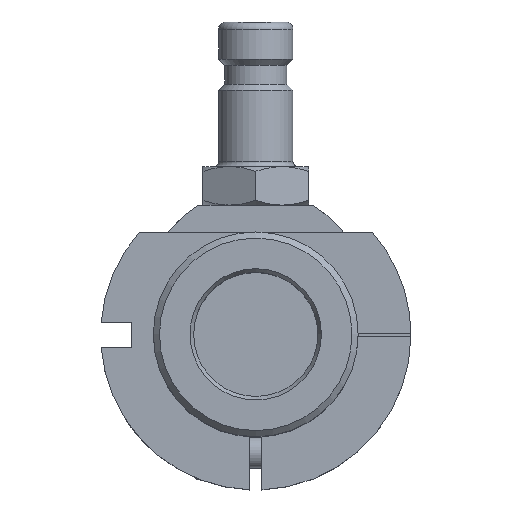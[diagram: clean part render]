
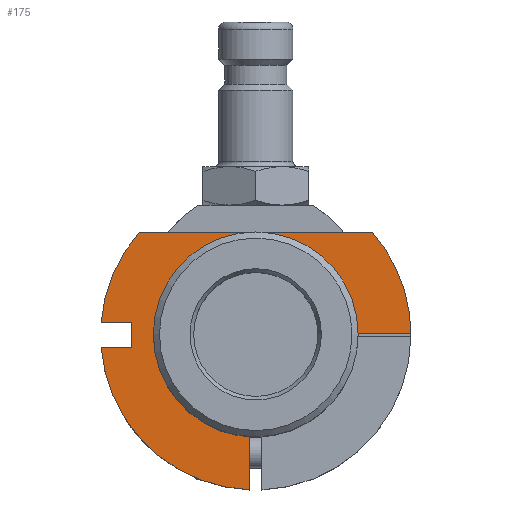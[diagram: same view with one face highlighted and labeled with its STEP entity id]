
A CAD part, top view. The second image highlights one B-rep face of the part: STEP entity #175.
In plain terms, the highlighted planar face has unit normal (0, 0, 1).
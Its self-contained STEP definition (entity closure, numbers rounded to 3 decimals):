
#129=FACE_OUTER_BOUND('',#353,.T.);
#175=ADVANCED_FACE('',(#129),#250,.T.);
#250=PLANE('',#1183);
#353=EDGE_LOOP('',(#560,#561,#562,#563,#564,#565,#566,#567,#568,#569));
#459=CIRCLE('',#1166,25.);
#465=CIRCLE('',#1175,25.);
#469=CIRCLE('',#1181,25.);
#470=CIRCLE('',#1182,14.25);
#560=ORIENTED_EDGE('',*,*,#945,.T.);
#561=ORIENTED_EDGE('',*,*,#920,.F.);
#562=ORIENTED_EDGE('',*,*,#946,.T.);
#563=ORIENTED_EDGE('',*,*,#933,.F.);
#564=ORIENTED_EDGE('',*,*,#947,.T.);
#565=ORIENTED_EDGE('',*,*,#948,.T.);
#566=ORIENTED_EDGE('',*,*,#949,.F.);
#567=ORIENTED_EDGE('',*,*,#950,.F.);
#568=ORIENTED_EDGE('',*,*,#951,.T.);
#569=ORIENTED_EDGE('',*,*,#952,.T.);
#819=VERTEX_POINT('',#1667);
#820=VERTEX_POINT('',#1669);
#830=VERTEX_POINT('',#1695);
#831=VERTEX_POINT('',#1696);
#840=VERTEX_POINT('',#1719);
#841=VERTEX_POINT('',#1722);
#842=VERTEX_POINT('',#1724);
#843=VERTEX_POINT('',#1726);
#844=VERTEX_POINT('',#1728);
#845=VERTEX_POINT('',#1730);
#920=EDGE_CURVE('',#819,#820,#459,.T.);
#933=EDGE_CURVE('',#830,#831,#465,.T.);
#945=EDGE_CURVE('',#840,#820,#1075,.T.);
#946=EDGE_CURVE('',#819,#831,#1076,.T.);
#947=EDGE_CURVE('',#830,#841,#1077,.T.);
#948=EDGE_CURVE('',#841,#842,#1078,.T.);
#949=EDGE_CURVE('',#843,#842,#1079,.T.);
#950=EDGE_CURVE('',#844,#843,#469,.T.);
#951=EDGE_CURVE('',#844,#845,#1080,.T.);
#952=EDGE_CURVE('',#845,#840,#470,.T.);
#1075=LINE('',#1718,#1128);
#1076=LINE('',#1720,#1129);
#1077=LINE('',#1721,#1130);
#1078=LINE('',#1723,#1131);
#1079=LINE('',#1725,#1132);
#1080=LINE('',#1729,#1133);
#1128=VECTOR('',#1367,1.);
#1129=VECTOR('',#1368,1.);
#1130=VECTOR('',#1369,1.);
#1131=VECTOR('',#1370,1.);
#1132=VECTOR('',#1371,1.);
#1133=VECTOR('',#1374,1.);
#1166=AXIS2_PLACEMENT_3D('',#1668,#1322,#1323);
#1175=AXIS2_PLACEMENT_3D('',#1694,#1347,#1348);
#1181=AXIS2_PLACEMENT_3D('',#1727,#1372,#1373);
#1182=AXIS2_PLACEMENT_3D('',#1731,#1375,#1376);
#1183=AXIS2_PLACEMENT_3D('',#1732,#1377,#1378);
#1322=DIRECTION('',(0.,0.,-1.));
#1323=DIRECTION('',(0.,-1.,0.));
#1347=DIRECTION('',(0.,0.,-1.));
#1348=DIRECTION('',(0.,-1.,0.));
#1367=DIRECTION('',(1.,0.,0.));
#1368=DIRECTION('',(-1.,0.,0.));
#1369=DIRECTION('',(1.,0.,0.));
#1370=DIRECTION('',(0.,-1.,0.));
#1371=DIRECTION('',(1.,0.,0.));
#1372=DIRECTION('',(0.,0.,-1.));
#1373=DIRECTION('',(0.,-1.,0.));
#1374=DIRECTION('',(0.,1.,0.));
#1375=DIRECTION('',(0.,0.,-1.));
#1376=DIRECTION('',(0.,-1.,0.));
#1377=DIRECTION('',(0.,0.,1.));
#1378=DIRECTION('',(0.,1.,0.));
#1667=CARTESIAN_POINT('',(18.782,16.5,57.));
#1668=CARTESIAN_POINT('',(0.,0.,57.));
#1669=CARTESIAN_POINT('',(24.999,0.25,57.));
#1694=CARTESIAN_POINT('',(0.,0.,57.));
#1695=CARTESIAN_POINT('',(-24.919,2.01,57.));
#1696=CARTESIAN_POINT('',(-18.782,16.5,57.));
#1718=CARTESIAN_POINT('',(10.,0.25,57.));
#1719=CARTESIAN_POINT('',(14.248,0.25,57.));
#1720=CARTESIAN_POINT('',(0.,16.5,57.));
#1721=CARTESIAN_POINT('',(-40.,2.01,57.));
#1722=CARTESIAN_POINT('',(-20.,2.01,57.));
#1723=CARTESIAN_POINT('',(-20.,2.01,57.));
#1724=CARTESIAN_POINT('',(-20.,-2.01,57.));
#1725=CARTESIAN_POINT('',(-40.,-2.01,57.));
#1726=CARTESIAN_POINT('',(-24.919,-2.01,57.));
#1727=CARTESIAN_POINT('',(0.,0.,57.));
#1728=CARTESIAN_POINT('',(-1.,-24.98,57.));
#1729=CARTESIAN_POINT('',(-1.,-39.5,57.));
#1730=CARTESIAN_POINT('',(-1.,-14.215,57.));
#1731=CARTESIAN_POINT('',(0.,0.,57.));
#1732=CARTESIAN_POINT('',(0.,0.,57.));
